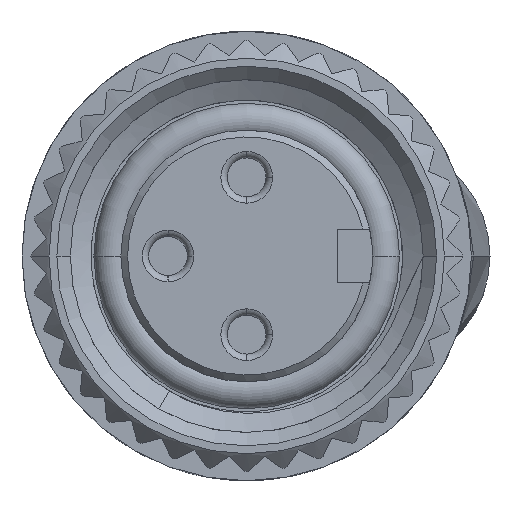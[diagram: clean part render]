
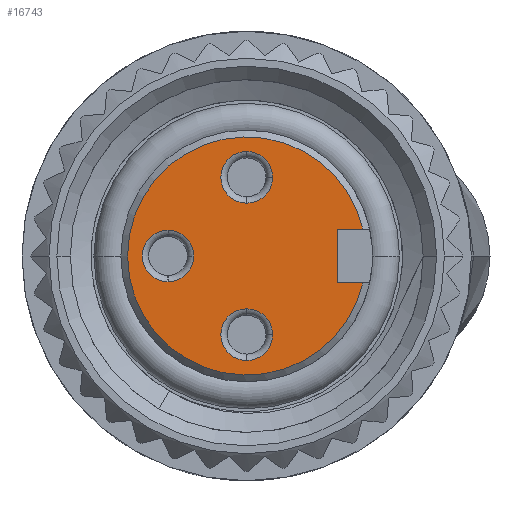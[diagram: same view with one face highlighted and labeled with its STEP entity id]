
A CAD part, front view. The second image highlights one B-rep face of the part: STEP entity #16743.
In plain terms, the highlighted planar face has unit normal (0, -1, 0).
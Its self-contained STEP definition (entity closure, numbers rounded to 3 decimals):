
#3912=CARTESIAN_POINT('',(0.,-5.1,0.));
#3913=DIRECTION('',(0.,-1.,0.));
#3914=DIRECTION('',(0.974,0.,0.226));
#3915=AXIS2_PLACEMENT_3D('',#3912,#3913,#3914);
#3917=CARTESIAN_POINT('',(-1.75,-5.1,0.));
#3918=DIRECTION('',(0.,1.,0.));
#3919=DIRECTION('',(0.,0.,-1.));
#3920=AXIS2_PLACEMENT_3D('',#3917,#3918,#3919);
#3922=CARTESIAN_POINT('',(-1.75,-5.1,0.));
#3923=DIRECTION('',(0.,1.,0.));
#3924=DIRECTION('',(0.,0.,1.));
#3925=AXIS2_PLACEMENT_3D('',#3922,#3923,#3924);
#3927=CARTESIAN_POINT('',(0.,-5.1,-1.75));
#3928=DIRECTION('',(0.,1.,0.));
#3929=DIRECTION('',(0.,0.,-1.));
#3930=AXIS2_PLACEMENT_3D('',#3927,#3928,#3929);
#3932=CARTESIAN_POINT('',(0.,-5.1,-1.75));
#3933=DIRECTION('',(0.,1.,0.));
#3934=DIRECTION('',(0.,0.,1.));
#3935=AXIS2_PLACEMENT_3D('',#3932,#3933,#3934);
#3937=CARTESIAN_POINT('',(0.,-5.1,1.75));
#3938=DIRECTION('',(0.,1.,0.));
#3939=DIRECTION('',(0.,0.,-1.));
#3940=AXIS2_PLACEMENT_3D('',#3937,#3938,#3939);
#3942=CARTESIAN_POINT('',(0.,-5.1,1.75));
#3943=DIRECTION('',(0.,1.,0.));
#3944=DIRECTION('',(0.,0.,1.));
#3945=AXIS2_PLACEMENT_3D('',#3942,#3943,#3944);
#3947=DIRECTION('',(-1.,0.,0.));
#3948=VECTOR('',#3947,0.554);
#3949=CARTESIAN_POINT('',(2.581,-5.1,0.6));
#3950=LINE('',#3949,#3948);
#3951=DIRECTION('',(0.,0.,-1.));
#3952=VECTOR('',#3951,1.2);
#3953=CARTESIAN_POINT('',(2.027,-5.1,0.6));
#3954=LINE('',#3953,#3952);
#3955=DIRECTION('',(-1.,0.,0.));
#3956=VECTOR('',#3955,0.554);
#3957=CARTESIAN_POINT('',(2.581,-5.1,-0.6));
#3958=LINE('',#3957,#3956);
#4593=CARTESIAN_POINT('',(2.581,-5.1,0.6));
#4607=CARTESIAN_POINT('',(2.581,-5.1,-0.6));
#8973=CARTESIAN_POINT('',(2.027,-5.1,0.6));
#8974=CARTESIAN_POINT('',(2.027,-5.1,-0.6));
#8975=VERTEX_POINT('',#8973);
#8976=VERTEX_POINT('',#8974);
#8981=CARTESIAN_POINT('',(-1.75,-5.1,-0.575));
#8982=CARTESIAN_POINT('',(-1.75,-5.1,0.575));
#8983=VERTEX_POINT('',#8981);
#8984=VERTEX_POINT('',#8982);
#8985=CARTESIAN_POINT('',(0.,-5.1,-2.325));
#8986=CARTESIAN_POINT('',(0.,-5.1,-1.175));
#8987=VERTEX_POINT('',#8985);
#8988=VERTEX_POINT('',#8986);
#8989=CARTESIAN_POINT('',(0.,-5.1,1.175));
#8990=CARTESIAN_POINT('',(0.,-5.1,2.325));
#8991=VERTEX_POINT('',#8989);
#8992=VERTEX_POINT('',#8990);
#9018=VERTEX_POINT('',#4593);
#9023=VERTEX_POINT('',#4607);
#16711=CARTESIAN_POINT('',(0.,-5.1,0.));
#16712=DIRECTION('',(0.,1.,0.));
#16713=DIRECTION('',(0.,0.,-1.));
#16714=AXIS2_PLACEMENT_3D('',#16711,#16712,#16713);
#16715=PLANE('',#16714);
#16716=ORIENTED_EDGE('',*,*,#16699,.F.);
#16718=ORIENTED_EDGE('',*,*,#16717,.T.);
#16720=ORIENTED_EDGE('',*,*,#16719,.T.);
#16722=ORIENTED_EDGE('',*,*,#16721,.F.);
#16723=EDGE_LOOP('',(#16716,#16718,#16720,#16722));
#16724=FACE_OUTER_BOUND('',#16723,.F.);
#16726=ORIENTED_EDGE('',*,*,#16725,.F.);
#16728=ORIENTED_EDGE('',*,*,#16727,.F.);
#16729=EDGE_LOOP('',(#16726,#16728));
#16730=FACE_BOUND('',#16729,.F.);
#16732=ORIENTED_EDGE('',*,*,#16731,.F.);
#16734=ORIENTED_EDGE('',*,*,#16733,.F.);
#16735=EDGE_LOOP('',(#16732,#16734));
#16736=FACE_BOUND('',#16735,.F.);
#16738=ORIENTED_EDGE('',*,*,#16737,.F.);
#16740=ORIENTED_EDGE('',*,*,#16739,.F.);
#16741=EDGE_LOOP('',(#16738,#16740));
#16742=FACE_BOUND('',#16741,.F.);
#16743=ADVANCED_FACE('',(#16724,#16730,#16736,#16742),#16715,.F.);
#3916=CIRCLE('',#3915,2.65);
#3921=CIRCLE('',#3920,0.575);
#3926=CIRCLE('',#3925,0.575);
#3931=CIRCLE('',#3930,0.575);
#3936=CIRCLE('',#3935,0.575);
#3941=CIRCLE('',#3940,0.575);
#3946=CIRCLE('',#3945,0.575);
#16699=EDGE_CURVE('',#9018,#9023,#3916,.T.);
#16717=EDGE_CURVE('',#9018,#8975,#3950,.T.);
#16719=EDGE_CURVE('',#8975,#8976,#3954,.T.);
#16721=EDGE_CURVE('',#9023,#8976,#3958,.T.);
#16725=EDGE_CURVE('',#8987,#8988,#3931,.T.);
#16727=EDGE_CURVE('',#8988,#8987,#3936,.T.);
#16731=EDGE_CURVE('',#8991,#8992,#3941,.T.);
#16733=EDGE_CURVE('',#8992,#8991,#3946,.T.);
#16737=EDGE_CURVE('',#8983,#8984,#3921,.T.);
#16739=EDGE_CURVE('',#8984,#8983,#3926,.T.);
